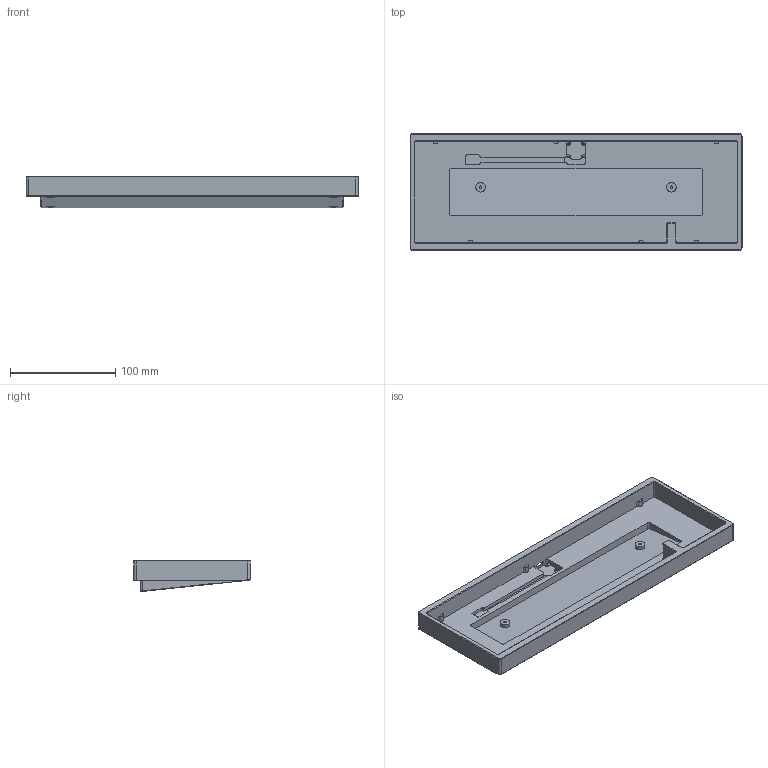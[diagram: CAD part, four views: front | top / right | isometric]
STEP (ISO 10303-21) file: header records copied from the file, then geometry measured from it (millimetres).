
FILE_DESCRIPTION(/* description */ ('STEP AP214'),/* implementation_level */ '2;1');
FILE_NAME(/* name */ '6028e017591edb154b4e6c90',/* time_stamp */ '2021-02-14T08:32:24+00:00',/* author */ (''),/* organization */ (''),/* preprocessor_version */ 'ST-DEVELOPER v18.1',/* originating_system */ ' ',/* authorisation */ ' ');
FILE_SCHEMA (('AUTOMOTIVE_DESIGN {1 0 10303 214 3 1 1}'));
Length unit declared in the file: metre
Products named in the file (1): Case
Bounding box: 314.75 x 110.2 x 29.56 mm (x, y, z)
Volume: 231961 mm3; surface area: 108212.3 mm2
Topology: 1 solids, 1 shells, 204 faces, 533 edges, 339 vertices
Faces by surface type: plane 92, cylinder 84, cone 24, bspline 4
Full cylindrical faces by diameter (mm): 1.6 x4, 2.5 x2, 8.3 x4, 9 x2
Entity records: 6205 total; most frequent: CARTESIAN_POINT 1169, DIRECTION 1073, ORIENTED_EDGE 1010, EDGE_CURVE 505, AXIS2_PLACEMENT_3D 383, VERTEX_POINT 335, LINE 307, VECTOR 307
